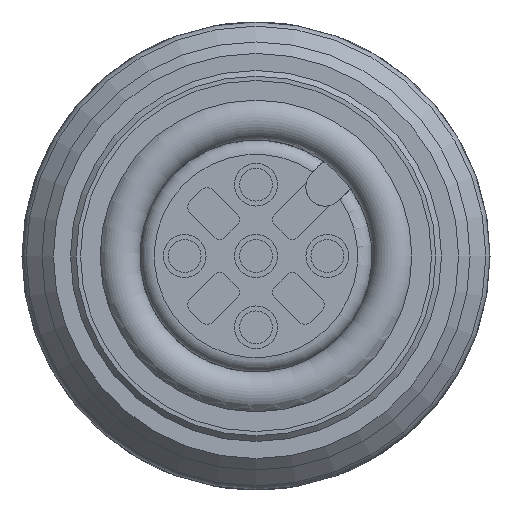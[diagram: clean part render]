
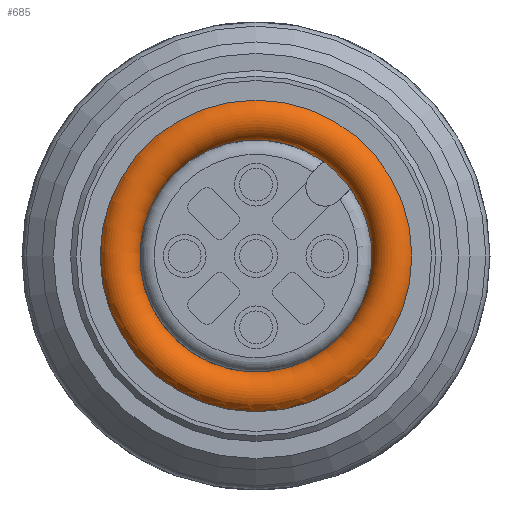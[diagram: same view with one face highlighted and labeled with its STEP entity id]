
A CAD part, front view. The second image highlights one B-rep face of the part: STEP entity #685.
In plain terms, the highlighted toroidal (fillet/blend) face has major radius 4.812 mm and minor radius 0.75 mm.
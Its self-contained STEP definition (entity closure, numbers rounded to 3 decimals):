
#377=B_SPLINE_CURVE_WITH_KNOTS('',3,(#5867,#5868,#5869,#5870,#5871,#5872,
#5873,#5874,#5875,#5876),.UNSPECIFIED.,.F.,.F.,(4,3,3,4),(0.,0.457,
0.914,1.),.UNSPECIFIED.);
#380=B_SPLINE_CURVE_WITH_KNOTS('',3,(#5918,#5919,#5920,#5921,#5922,#5923,
#5924,#5925,#5926,#5927),.UNSPECIFIED.,.F.,.F.,(4,3,3,4),(0.,0.457,
0.914,1.),.UNSPECIFIED.);
#401=TOROIDAL_SURFACE('',#2819,4.813,0.75);
#685=ADVANCED_FACE('',(#858,#859),#401,.T.);
#858=FACE_BOUND('',#1090,.T.);
#859=FACE_BOUND('',#1091,.T.);
#1090=EDGE_LOOP('',(#1747));
#1091=EDGE_LOOP('',(#1748,#1749,#1750,#1751));
#1747=ORIENTED_EDGE('',*,*,#2175,.T.);
#1748=ORIENTED_EDGE('',*,*,#2311,.T.);
#1749=ORIENTED_EDGE('',*,*,#2304,.T.);
#1750=ORIENTED_EDGE('',*,*,#2302,.T.);
#1751=ORIENTED_EDGE('',*,*,#2310,.F.);
#1881=VERTEX_POINT('',#5577);
#1976=VERTEX_POINT('',#5862);
#1977=VERTEX_POINT('',#5864);
#1978=VERTEX_POINT('',#5877);
#1981=VERTEX_POINT('',#5917);
#2175=EDGE_CURVE('',#1881,#1881,#2409,.T.);
#2302=EDGE_CURVE('',#1977,#1976,#2485,.T.);
#2304=EDGE_CURVE('',#1978,#1977,#377,.T.);
#2310=EDGE_CURVE('',#1981,#1976,#380,.T.);
#2311=EDGE_CURVE('',#1981,#1978,#2487,.T.);
#2409=CIRCLE('',#2671,5.46);
#2485=CIRCLE('',#2811,4.253);
#2487=CIRCLE('',#2817,4.063);
#2671=AXIS2_PLACEMENT_3D('',#5576,#3238,#3239);
#2811=AXIS2_PLACEMENT_3D('',#5863,#3569,#3570);
#2817=AXIS2_PLACEMENT_3D('',#5929,#3584,#3585);
#2819=AXIS2_PLACEMENT_3D('',#5931,#3588,#3589);
#3238=DIRECTION('',(0.,-1.,0.));
#3239=DIRECTION('',(0.,0.,1.));
#3569=DIRECTION('',(0.,1.,0.));
#3570=DIRECTION('',(0.,0.,1.));
#3584=DIRECTION('',(0.,1.,0.));
#3585=DIRECTION('',(1.,0.,0.));
#3588=DIRECTION('',(0.,-1.,0.));
#3589=DIRECTION('',(-1.,0.,0.));
#5576=CARTESIAN_POINT('',(-32.716,35.031,20.311));
#5577=CARTESIAN_POINT('',(-32.716,35.031,25.771));
#5862=CARTESIAN_POINT('',(-29.269,35.91,22.804));
#5863=CARTESIAN_POINT('',(-32.716,35.91,20.311));
#5864=CARTESIAN_POINT('',(-30.223,35.91,23.758));
#5867=CARTESIAN_POINT('',(-30.36,35.41,23.621));
#5868=CARTESIAN_POINT('',(-30.36,35.493,23.621));
#5869=CARTESIAN_POINT('',(-30.35,35.577,23.632));
#5870=CARTESIAN_POINT('',(-30.331,35.656,23.651));
#5871=CARTESIAN_POINT('',(-30.311,35.734,23.671));
#5872=CARTESIAN_POINT('',(-30.282,35.809,23.7));
#5873=CARTESIAN_POINT('',(-30.245,35.874,23.737));
#5874=CARTESIAN_POINT('',(-30.238,35.886,23.744));
#5875=CARTESIAN_POINT('',(-30.231,35.898,23.751));
#5876=CARTESIAN_POINT('',(-30.223,35.91,23.758));
#5877=CARTESIAN_POINT('',(-30.36,35.41,23.621));
#5917=CARTESIAN_POINT('',(-29.406,35.41,22.667));
#5918=CARTESIAN_POINT('',(-29.406,35.41,22.667));
#5919=CARTESIAN_POINT('',(-29.406,35.493,22.667));
#5920=CARTESIAN_POINT('',(-29.395,35.577,22.677));
#5921=CARTESIAN_POINT('',(-29.376,35.656,22.697));
#5922=CARTESIAN_POINT('',(-29.356,35.734,22.716));
#5923=CARTESIAN_POINT('',(-29.327,35.809,22.745));
#5924=CARTESIAN_POINT('',(-29.29,35.874,22.782));
#5925=CARTESIAN_POINT('',(-29.284,35.886,22.789));
#5926=CARTESIAN_POINT('',(-29.276,35.898,22.796));
#5927=CARTESIAN_POINT('',(-29.269,35.91,22.804));
#5929=CARTESIAN_POINT('',(-32.716,35.41,20.311));
#5931=CARTESIAN_POINT('',(-32.716,35.41,20.311));
